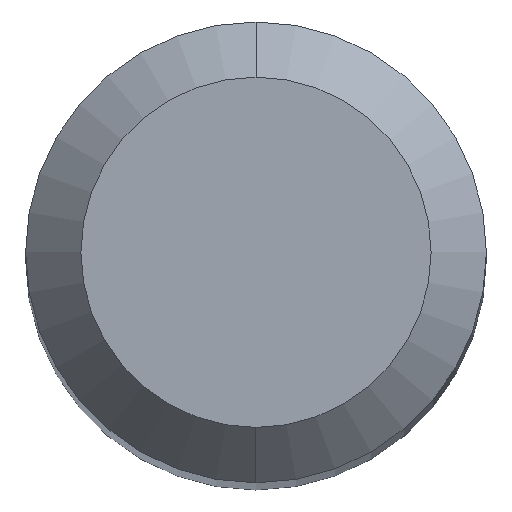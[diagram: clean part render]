
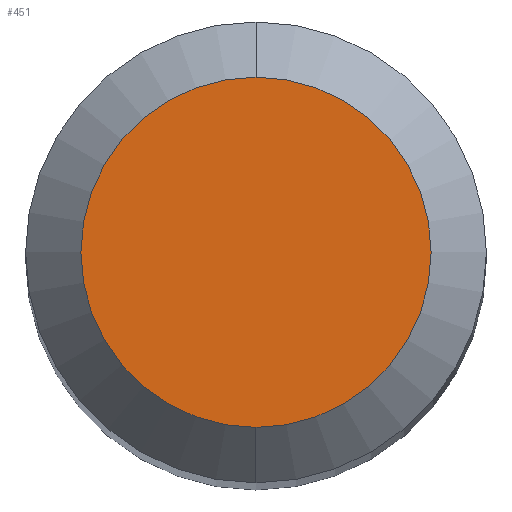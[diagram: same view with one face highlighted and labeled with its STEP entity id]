
A CAD part, top view. The second image highlights one B-rep face of the part: STEP entity #451.
In plain terms, the highlighted planar face has unit normal (0, 0, 1).
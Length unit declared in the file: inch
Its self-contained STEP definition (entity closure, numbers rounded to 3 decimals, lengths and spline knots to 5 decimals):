
#46 = EDGE_CURVE ( 'NONE', #464, #173, #346, .T. ) ;
#47 = DIRECTION ( 'NONE',  ( 0., -1., 0. ) ) ;
#48 = AXIS2_PLACEMENT_3D ( 'NONE', #200, #434, #116 ) ;
#64 = PLANE ( 'NONE',  #363 ) ;
#99 = EDGE_CURVE ( 'NONE', #173, #464, #189, .T. ) ;
#103 = CARTESIAN_POINT ( 'NONE',  ( 0., 0.0475, 0. ) ) ;
#116 = DIRECTION ( 'NONE',  ( 0., -1., 0. ) ) ;
#137 = DIRECTION ( 'NONE',  ( 0., 0., -1. ) ) ;
#140 = CARTESIAN_POINT ( 'NONE',  ( 0., 0.0475, 0. ) ) ;
#173 = VERTEX_POINT ( 'NONE', #103 ) ;
#182 = FACE_OUTER_BOUND ( 'NONE', #459, .T. ) ;
#186 = DIRECTION ( 'NONE',  ( 0., 1., 0. ) ) ;
#189 = CIRCLE ( 'NONE', #48, 0.0475 ) ;
#200 = CARTESIAN_POINT ( 'NONE',  ( 0., 0., 0. ) ) ;
#346 = CIRCLE ( 'NONE', #490, 0.0475 ) ;
#363 = AXIS2_PLACEMENT_3D ( 'NONE', #140, #137, #186 ) ;
#400 = DIRECTION ( 'NONE',  ( 0., 0., 1. ) ) ;
#411 = CARTESIAN_POINT ( 'NONE',  ( 0., -0.0475, 0. ) ) ;
#424 = CARTESIAN_POINT ( 'NONE',  ( 0., 0., 0. ) ) ;
#434 = DIRECTION ( 'NONE',  ( 0., 0., 1. ) ) ;
#451 = ADVANCED_FACE ( 'NONE', ( #182 ), #64, .F. ) ;
#459 = EDGE_LOOP ( 'NONE', ( #509, #470 ) ) ;
#464 = VERTEX_POINT ( 'NONE', #411 ) ;
#470 = ORIENTED_EDGE ( 'NONE', *, *, #46, .T. ) ;
#490 = AXIS2_PLACEMENT_3D ( 'NONE', #424, #400, #47 ) ;
#509 = ORIENTED_EDGE ( 'NONE', *, *, #99, .T. ) ;
